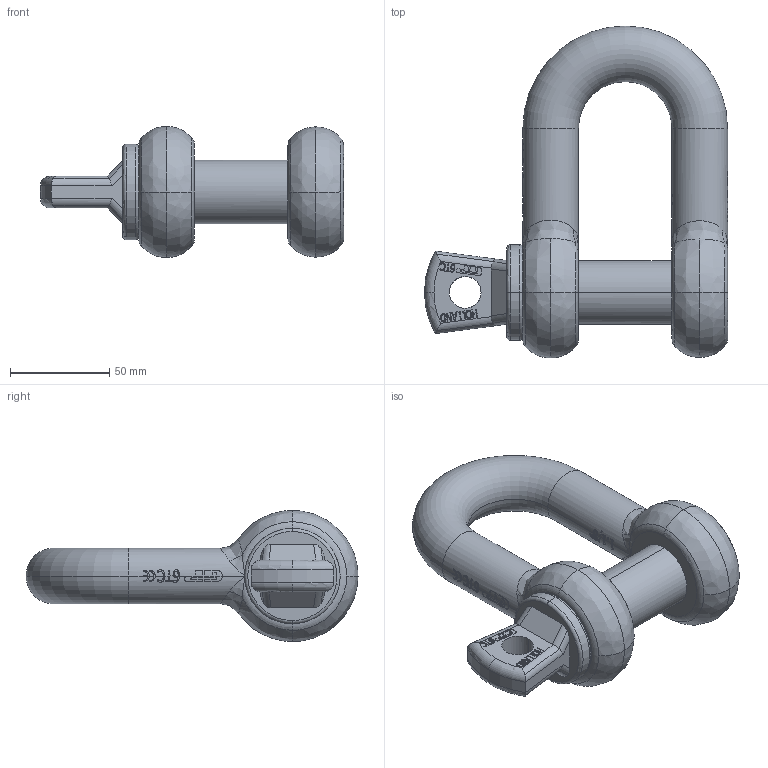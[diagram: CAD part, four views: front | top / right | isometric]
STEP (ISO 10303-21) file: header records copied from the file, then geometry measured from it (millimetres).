
FILE_DESCRIPTION(('STEP AP214'),'1');
FILE_NAME('gpgdbb28.stp','2017-04-07T04:17:34',('TraceParts'),('TraceParts S.A.'),'Spatial InterOp 3D',' ',' ');
FILE_SCHEMA(('automotive_design'));
Length unit declared in the file: millimetre
Products named in the file (2): gpgdbb28_1; gpgdbb28_2
Bounding box: 152.5 x 167 x 66 mm (x, y, z)
Volume: 373385.9 mm3; surface area: 63368.3 mm2
Topology: 2 solids, 2 shells, 658 faces, 2148 edges, 1509 vertices
Faces by surface type: bspline 258, plane 241, cylinder 132, torus 24, cone 3
Entity records: 33822 total; most frequent: CARTESIAN_POINT 12963, ORIENTED_EDGE 4280, EDGE_CURVE 2140, DIRECTION 1668, VERTEX_POINT 1509, B_SPLINE_CURVE_WITH_KNOTS 1363, EDGE_LOOP 687, STYLED_ITEM 660
